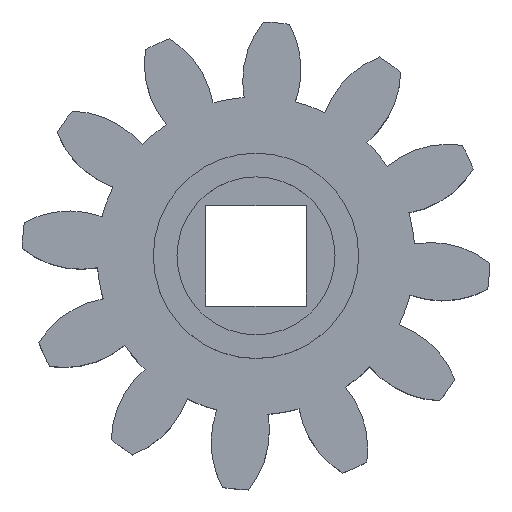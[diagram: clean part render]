
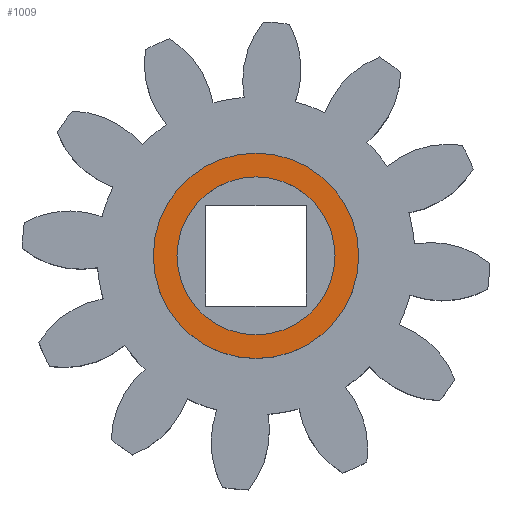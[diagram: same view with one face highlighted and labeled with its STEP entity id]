
A CAD part, top view. The second image highlights one B-rep face of the part: STEP entity #1009.
In plain terms, the highlighted planar face has unit normal (0, 0, 1).
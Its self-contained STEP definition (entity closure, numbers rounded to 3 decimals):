
#17 = CIRCLE ( 'NONE', #1231, 3.25 ) ;
#38 = CIRCLE ( 'NONE', #1208, 2.5 ) ;
#104 = CARTESIAN_POINT ( 'NONE',  ( 0., 0., 3.175 ) ) ;
#250 = CARTESIAN_POINT ( 'NONE',  ( 2.5, 0., 3.175 ) ) ;
#257 = DIRECTION ( 'NONE',  ( 1., 0., 0. ) ) ;
#276 = CARTESIAN_POINT ( 'NONE',  ( 0., 0., 3.175 ) ) ;
#294 = EDGE_LOOP ( 'NONE', ( #1854, #464 ) ) ;
#320 = DIRECTION ( 'NONE',  ( 0., 0., 1. ) ) ;
#464 = ORIENTED_EDGE ( 'NONE', *, *, #1456, .F. ) ;
#466 = DIRECTION ( 'NONE',  ( 1., 0., 0. ) ) ;
#522 = VERTEX_POINT ( 'NONE', #1880 ) ;
#604 = EDGE_LOOP ( 'NONE', ( #1545, #1319 ) ) ;
#629 = DIRECTION ( 'NONE',  ( 0., 0., 1. ) ) ;
#716 = FACE_OUTER_BOUND ( 'NONE', #604, .T. ) ;
#802 = DIRECTION ( 'NONE',  ( 0., 0., 1. ) ) ;
#1009 = ADVANCED_FACE ( 'NONE', ( #716, #2245 ), #1954, .T. ) ;
#1091 = CARTESIAN_POINT ( 'NONE',  ( -2.5, 0., 3.175 ) ) ;
#1148 = VERTEX_POINT ( 'NONE', #2258 ) ;
#1208 = AXIS2_PLACEMENT_3D ( 'NONE', #1919, #629, #2030 ) ;
#1213 = AXIS2_PLACEMENT_3D ( 'NONE', #104, #1451, #257 ) ;
#1231 = AXIS2_PLACEMENT_3D ( 'NONE', #276, #1801, #466 ) ;
#1233 = AXIS2_PLACEMENT_3D ( 'NONE', #1570, #320, #1841 ) ;
#1266 = AXIS2_PLACEMENT_3D ( 'NONE', #2063, #802, #2182 ) ;
#1302 = VERTEX_POINT ( 'NONE', #1091 ) ;
#1319 = ORIENTED_EDGE ( 'NONE', *, *, #1455, .T. ) ;
#1370 = EDGE_CURVE ( 'NONE', #1302, #2164, #1479, .T. ) ;
#1382 = EDGE_CURVE ( 'NONE', #1148, #522, #17, .T. ) ;
#1451 = DIRECTION ( 'NONE',  ( 0., 0., 1. ) ) ;
#1455 = EDGE_CURVE ( 'NONE', #522, #1148, #1952, .T. ) ;
#1456 = EDGE_CURVE ( 'NONE', #2164, #1302, #38, .T. ) ;
#1479 = CIRCLE ( 'NONE', #1233, 2.5 ) ;
#1545 = ORIENTED_EDGE ( 'NONE', *, *, #1382, .T. ) ;
#1570 = CARTESIAN_POINT ( 'NONE',  ( 0., 0., 3.175 ) ) ;
#1801 = DIRECTION ( 'NONE',  ( 0., 0., 1. ) ) ;
#1841 = DIRECTION ( 'NONE',  ( 1., 0., 0. ) ) ;
#1854 = ORIENTED_EDGE ( 'NONE', *, *, #1370, .F. ) ;
#1880 = CARTESIAN_POINT ( 'NONE',  ( -3.25, 0., 3.175 ) ) ;
#1919 = CARTESIAN_POINT ( 'NONE',  ( 0., 0., 3.175 ) ) ;
#1952 = CIRCLE ( 'NONE', #1213, 3.25 ) ;
#1954 = PLANE ( 'NONE',  #1266 ) ;
#2030 = DIRECTION ( 'NONE',  ( 1., 0., 0. ) ) ;
#2063 = CARTESIAN_POINT ( 'NONE',  ( 0., 0., 3.175 ) ) ;
#2164 = VERTEX_POINT ( 'NONE', #250 ) ;
#2182 = DIRECTION ( 'NONE',  ( 1., 0., 0. ) ) ;
#2245 = FACE_BOUND ( 'NONE', #294, .T. ) ;
#2258 = CARTESIAN_POINT ( 'NONE',  ( 3.25, 0., 3.175 ) ) ;
